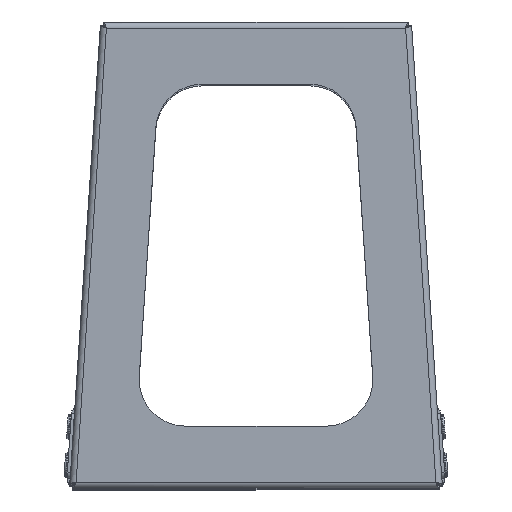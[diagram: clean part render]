
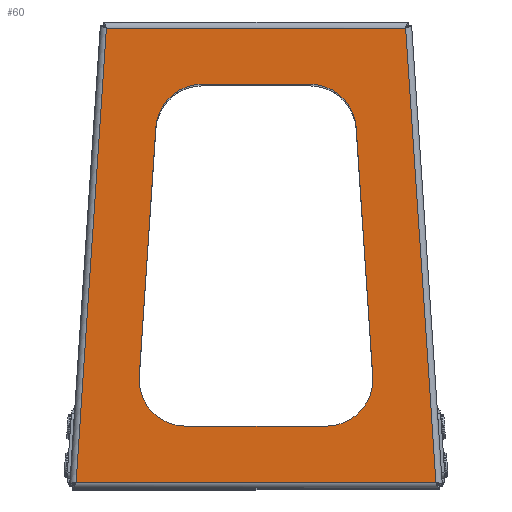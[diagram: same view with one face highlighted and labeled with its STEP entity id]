
A CAD part, top view. The second image highlights one B-rep face of the part: STEP entity #60.
In plain terms, the highlighted planar face has unit normal (0, 0, 1).
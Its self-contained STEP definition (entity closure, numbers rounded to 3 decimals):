
#60 = ADVANCED_FACE ( 'NONE', ( #6581, #10649 ), #3873, .T. ) ;
#62 = DIRECTION ( 'NONE',  ( -1., 0., 0. ) ) ;
#148 = EDGE_CURVE ( 'NONE', #1694, #3599, #292, .T. ) ;
#223 = CARTESIAN_POINT ( 'NONE',  ( -45.178, -110., 0. ) ) ;
#292 = CIRCLE ( 'NONE', #9776, 30. ) ;
#338 = LINE ( 'NONE', #2343, #10184 ) ;
#386 = EDGE_LOOP ( 'NONE', ( #6842, #3201, #11381, #10301 ) ) ;
#1031 = DIRECTION ( 'NONE',  ( -0.067, 0.998, 0. ) ) ;
#1179 = AXIS2_PLACEMENT_3D ( 'NONE', #9622, #1821, #5688 ) ;
#1216 = ORIENTED_EDGE ( 'NONE', *, *, #6409, .F. ) ;
#1445 = VERTEX_POINT ( 'NONE', #7943 ) ;
#1549 = ORIENTED_EDGE ( 'NONE', *, *, #7159, .F. ) ;
#1590 = CIRCLE ( 'NONE', #2410, 30. ) ;
#1694 = VERTEX_POINT ( 'NONE', #10631 ) ;
#1718 = AXIS2_PLACEMENT_3D ( 'NONE', #12346, #7165, #7468 ) ;
#1784 = VECTOR ( 'NONE', #11889, 1000. ) ;
#1821 = DIRECTION ( 'NONE',  ( 0., 0., 1. ) ) ;
#1822 = DIRECTION ( 'NONE',  ( 0., 0., 1. ) ) ;
#1900 = VERTEX_POINT ( 'NONE', #5073 ) ;
#1974 = CARTESIAN_POINT ( 'NONE',  ( 75.112, -78.004, 0. ) ) ;
#2108 = VERTEX_POINT ( 'NONE', #2564 ) ;
#2119 = EDGE_CURVE ( 'NONE', #11264, #2807, #9404, .T. ) ;
#2126 = CARTESIAN_POINT ( 'NONE',  ( 115.862, -148.06, 0. ) ) ;
#2338 = VERTEX_POINT ( 'NONE', #4154 ) ;
#2343 = CARTESIAN_POINT ( 'NONE',  ( -64.445, 81.996, 0. ) ) ;
#2350 = EDGE_CURVE ( 'NONE', #4404, #10538, #10988, .T. ) ;
#2372 = EDGE_CURVE ( 'NONE', #1445, #2338, #12015, .T. ) ;
#2410 = AXIS2_PLACEMENT_3D ( 'NONE', #3455, #3515, #12460 ) ;
#2564 = CARTESIAN_POINT ( 'NONE',  ( 75.178, -80., 0. ) ) ;
#2807 = VERTEX_POINT ( 'NONE', #3426 ) ;
#2818 = CARTESIAN_POINT ( 'NONE',  ( 34.511, 80., 0. ) ) ;
#3076 = CARTESIAN_POINT ( 'NONE',  ( 96.258, 146., 0. ) ) ;
#3104 = EDGE_CURVE ( 'NONE', #3381, #9268, #10895, .T. ) ;
#3201 = ORIENTED_EDGE ( 'NONE', *, *, #9653, .T. ) ;
#3280 = DIRECTION ( 'NONE',  ( -0.067, -0.998, 0. ) ) ;
#3339 = EDGE_CURVE ( 'NONE', #2338, #9863, #7286, .T. ) ;
#3381 = VERTEX_POINT ( 'NONE', #6061 ) ;
#3421 = VECTOR ( 'NONE', #6093, 1000. ) ;
#3426 = CARTESIAN_POINT ( 'NONE',  ( -115.724, -146., 0. ) ) ;
#3455 = CARTESIAN_POINT ( 'NONE',  ( 45.178, -80., 0. ) ) ;
#3515 = DIRECTION ( 'NONE',  ( 0., 0., 1. ) ) ;
#3529 = DIRECTION ( 'NONE',  ( -1., 0., 0. ) ) ;
#3599 = VERTEX_POINT ( 'NONE', #223 ) ;
#3611 = CARTESIAN_POINT ( 'NONE',  ( 0., 0., 0. ) ) ;
#3873 = PLANE ( 'NONE',  #9376 ) ;
#4024 = ORIENTED_EDGE ( 'NONE', *, *, #2350, .F. ) ;
#4113 = EDGE_CURVE ( 'NONE', #9863, #1694, #338, .T. ) ;
#4128 = CARTESIAN_POINT ( 'NONE',  ( 75.112, -78.004, 0. ) ) ;
#4154 = CARTESIAN_POINT ( 'NONE',  ( -34.511, 110., 0. ) ) ;
#4338 = CARTESIAN_POINT ( 'NONE',  ( -96.258, 146., 0. ) ) ;
#4404 = VERTEX_POINT ( 'NONE', #4128 ) ;
#4900 = DIRECTION ( 'NONE',  ( 1., 0., 0. ) ) ;
#4949 = EDGE_CURVE ( 'NONE', #10538, #1445, #12034, .T. ) ;
#5073 = CARTESIAN_POINT ( 'NONE',  ( 45.178, -110., 0. ) ) ;
#5424 = VECTOR ( 'NONE', #1031, 1000. ) ;
#5688 = DIRECTION ( 'NONE',  ( -1., 0., 0. ) ) ;
#5908 = CARTESIAN_POINT ( 'NONE',  ( -34.511, 110., 0. ) ) ;
#5972 = VECTOR ( 'NONE', #11764, 1000. ) ;
#6015 = ORIENTED_EDGE ( 'NONE', *, *, #4113, .F. ) ;
#6061 = CARTESIAN_POINT ( 'NONE',  ( 115.724, -146., 0. ) ) ;
#6093 = DIRECTION ( 'NONE',  ( -1., 0., 0. ) ) ;
#6094 = ORIENTED_EDGE ( 'NONE', *, *, #11447, .F. ) ;
#6409 = EDGE_CURVE ( 'NONE', #1900, #2108, #11884, .T. ) ;
#6581 = FACE_BOUND ( 'NONE', #9753, .T. ) ;
#6744 = DIRECTION ( 'NONE',  ( 0., 0., 1. ) ) ;
#6793 = LINE ( 'NONE', #7574, #10455 ) ;
#6842 = ORIENTED_EDGE ( 'NONE', *, *, #2119, .T. ) ;
#7090 = CARTESIAN_POINT ( 'NONE',  ( -45.178, -80., 0. ) ) ;
#7159 = EDGE_CURVE ( 'NONE', #2108, #4404, #1590, .T. ) ;
#7165 = DIRECTION ( 'NONE',  ( 0., 0., 1. ) ) ;
#7286 = CIRCLE ( 'NONE', #1718, 30. ) ;
#7361 = ORIENTED_EDGE ( 'NONE', *, *, #4949, .F. ) ;
#7403 = CARTESIAN_POINT ( 'NONE',  ( -96.138, 147.799, 0. ) ) ;
#7468 = DIRECTION ( 'NONE',  ( 1., 0., 0. ) ) ;
#7565 = CARTESIAN_POINT ( 'NONE',  ( -64.445, 81.996, 0. ) ) ;
#7574 = CARTESIAN_POINT ( 'NONE',  ( -45.178, -110., 0. ) ) ;
#7940 = AXIS2_PLACEMENT_3D ( 'NONE', #2818, #6744, #9711 ) ;
#7943 = CARTESIAN_POINT ( 'NONE',  ( 34.511, 110., 0. ) ) ;
#8456 = LINE ( 'NONE', #12352, #10623 ) ;
#8950 = ORIENTED_EDGE ( 'NONE', *, *, #2372, .F. ) ;
#9268 = VERTEX_POINT ( 'NONE', #3076 ) ;
#9376 = AXIS2_PLACEMENT_3D ( 'NONE', #3611, #1822, #4900 ) ;
#9404 = LINE ( 'NONE', #7403, #11453 ) ;
#9622 = CARTESIAN_POINT ( 'NONE',  ( 45.178, -80., 0. ) ) ;
#9653 = EDGE_CURVE ( 'NONE', #2807, #3381, #9774, .T. ) ;
#9711 = DIRECTION ( 'NONE',  ( -1., 0., 0. ) ) ;
#9753 = EDGE_LOOP ( 'NONE', ( #1216, #6094, #9873, #6015, #11178, #8950, #7361, #4024, #1549 ) ) ;
#9774 = LINE ( 'NONE', #10797, #5972 ) ;
#9776 = AXIS2_PLACEMENT_3D ( 'NONE', #7090, #10069, #62 ) ;
#9863 = VERTEX_POINT ( 'NONE', #7565 ) ;
#9873 = ORIENTED_EDGE ( 'NONE', *, *, #148, .F. ) ;
#10069 = DIRECTION ( 'NONE',  ( 0., 0., 1. ) ) ;
#10149 = DIRECTION ( 'NONE',  ( -0.067, -0.998, 0. ) ) ;
#10184 = VECTOR ( 'NONE', #10149, 1000. ) ;
#10301 = ORIENTED_EDGE ( 'NONE', *, *, #12333, .T. ) ;
#10455 = VECTOR ( 'NONE', #10724, 1000. ) ;
#10538 = VERTEX_POINT ( 'NONE', #11096 ) ;
#10623 = VECTOR ( 'NONE', #3529, 1000. ) ;
#10631 = CARTESIAN_POINT ( 'NONE',  ( -75.112, -78.004, 0. ) ) ;
#10649 = FACE_OUTER_BOUND ( 'NONE', #386, .T. ) ;
#10724 = DIRECTION ( 'NONE',  ( 1., 0., 0. ) ) ;
#10797 = CARTESIAN_POINT ( 'NONE',  ( -117.789, -146., 0. ) ) ;
#10895 = LINE ( 'NONE', #2126, #5424 ) ;
#10988 = LINE ( 'NONE', #1974, #1784 ) ;
#11096 = CARTESIAN_POINT ( 'NONE',  ( 64.445, 81.996, 0. ) ) ;
#11178 = ORIENTED_EDGE ( 'NONE', *, *, #3339, .F. ) ;
#11264 = VERTEX_POINT ( 'NONE', #4338 ) ;
#11381 = ORIENTED_EDGE ( 'NONE', *, *, #3104, .T. ) ;
#11447 = EDGE_CURVE ( 'NONE', #3599, #1900, #6793, .T. ) ;
#11453 = VECTOR ( 'NONE', #3280, 1000. ) ;
#11764 = DIRECTION ( 'NONE',  ( 1., 0., 0. ) ) ;
#11884 = CIRCLE ( 'NONE', #1179, 30. ) ;
#11889 = DIRECTION ( 'NONE',  ( -0.067, 0.998, 0. ) ) ;
#12015 = LINE ( 'NONE', #5908, #3421 ) ;
#12034 = CIRCLE ( 'NONE', #7940, 30. ) ;
#12333 = EDGE_CURVE ( 'NONE', #9268, #11264, #8456, .T. ) ;
#12346 = CARTESIAN_POINT ( 'NONE',  ( -34.511, 80., 0. ) ) ;
#12352 = CARTESIAN_POINT ( 'NONE',  ( 98.06, 146., 0. ) ) ;
#12460 = DIRECTION ( 'NONE',  ( -1., 0., 0. ) ) ;
